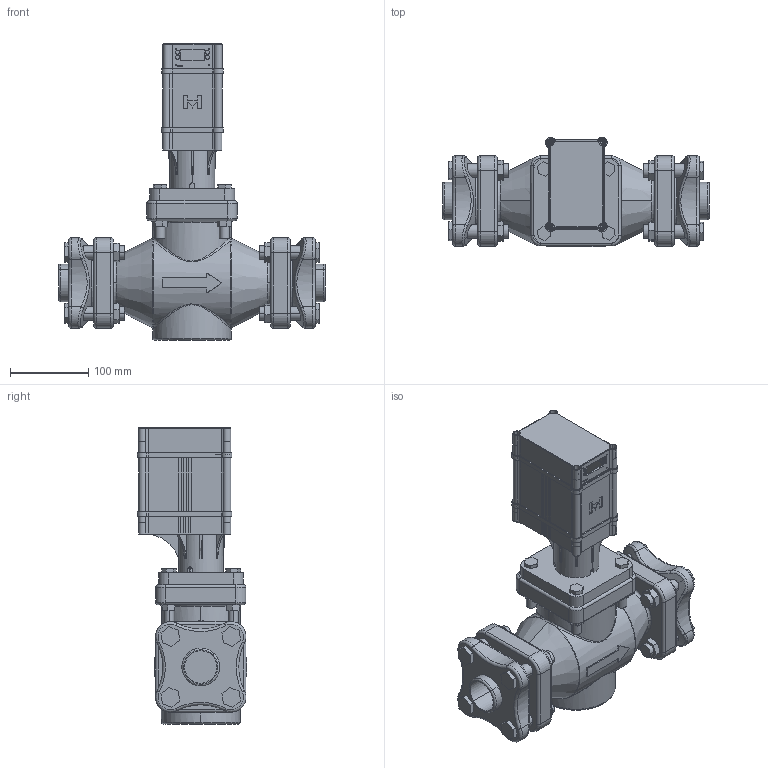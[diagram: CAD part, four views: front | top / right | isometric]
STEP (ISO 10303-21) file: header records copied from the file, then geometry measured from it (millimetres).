
FILE_DESCRIPTION((''),'2;1');
FILE_NAME('MCV_R_40_1.50_ODS.stp','2016-07-28T15:27:42',(''),(''),'Mechanical Desktop 2011','Mechanical Desktop 2011',', , ');
FILE_SCHEMA(('CONFIG_CONTROL_DESIGN'));
Length unit declared in the file: inch
Products named in the file (16): Product; MCV_R_40_1.50_WN; 2_VALVE1; NUT_6881; HKN200_150_WN_NEW1; BOLT_688_EXTENDED_3001; SPRINT 2.0 Motor Head1; 75-34541; 75-34511; 75-34531; 75-34471; 75-34501; E-2978 REV A1; E-2978 REV A_CPY1; BOLT_01; NUT_01
Assembly tree (36 placements, depth 4):
  Product
    MCV_R_40_1.50_WN
      2_VALVE1
      NUT_6881  x8
      HKN200_150_WN_NEW1  x2
      BOLT_688_EXTENDED_3001  x8
      SPRINT 2.0 Motor Head1
        75-34541
        75-34511
        75-34531
        75-34471
        75-34501
        E-2978 REV A1
        E-2978 REV A_CPY1
      BOLT_01  x4
      NUT_01  x4
Bounding box: 340.36 x 139.22 x 377.9 mm (x, y, z)
Volume: 4163540.9 mm3; surface area: 540435 mm2
Topology: 34 solids, 34 shells, 1266 faces, 3413 edges, 2235 vertices
Faces by surface type: plane 543, cylinder 502, bspline 120, torus 64, cone 37
Entity records: 38435 total; most frequent: CARTESIAN_POINT 12677, DIRECTION 5320, ORIENTED_EDGE 5286, EDGE_CURVE 2643, AXIS2_PLACEMENT_3D 1986, VERTEX_POINT 1700, VECTOR 1348, LINE 1348
